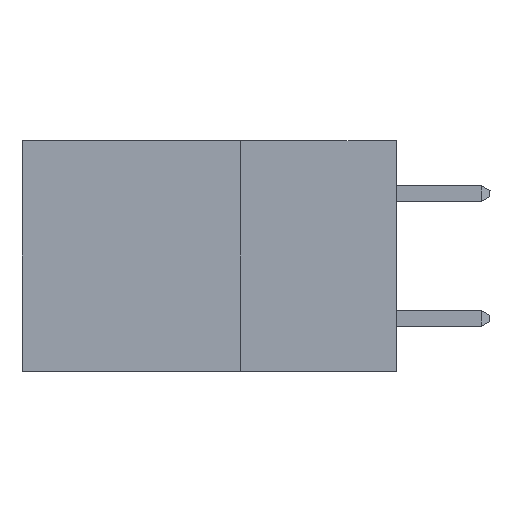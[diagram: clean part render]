
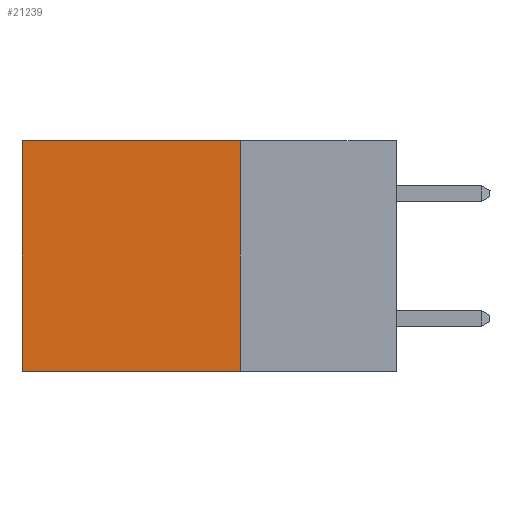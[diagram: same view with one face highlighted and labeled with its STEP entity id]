
A CAD part, left-side view. The second image highlights one B-rep face of the part: STEP entity #21239.
In plain terms, the highlighted planar face has unit normal (-1, 0, 0).
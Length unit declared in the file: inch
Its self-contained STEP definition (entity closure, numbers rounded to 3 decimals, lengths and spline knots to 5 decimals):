
#829 = DIRECTION ( 'NONE',  ( 0., 0., -1. ) ) ;
#867 = EDGE_CURVE ( 'NONE', #22978, #6130, #23763, .T. ) ;
#904 = DIRECTION ( 'NONE',  ( 0., 0., -1. ) ) ;
#1551 = CARTESIAN_POINT ( 'NONE',  ( 0.298, 0.6, -0.37 ) ) ;
#1898 = CARTESIAN_POINT ( 'NONE',  ( 0.298, 0.25, 0. ) ) ;
#2556 = AXIS2_PLACEMENT_3D ( 'NONE', #1898, #17267, #4099 ) ;
#2870 = ORIENTED_EDGE ( 'NONE', *, *, #9557, .T. ) ;
#3129 = CARTESIAN_POINT ( 'NONE',  ( 0.298, 0.25, -0.37 ) ) ;
#3481 = VECTOR ( 'NONE', #16283, 39.37008 ) ;
#3564 = LINE ( 'NONE', #26708, #8777 ) ;
#3999 = PLANE ( 'NONE',  #2556 ) ;
#4099 = DIRECTION ( 'NONE',  ( 0., 0., -1. ) ) ;
#6097 = EDGE_CURVE ( 'NONE', #22978, #6368, #3564, .T. ) ;
#6130 = VERTEX_POINT ( 'NONE', #9729 ) ;
#6368 = VERTEX_POINT ( 'NONE', #21231 ) ;
#7473 = EDGE_CURVE ( 'NONE', #6368, #27178, #7989, .T. ) ;
#7989 = LINE ( 'NONE', #3129, #3481 ) ;
#8777 = VECTOR ( 'NONE', #829, 39.37008 ) ;
#9557 = EDGE_CURVE ( 'NONE', #6130, #27178, #23393, .T. ) ;
#9729 = CARTESIAN_POINT ( 'NONE',  ( 0.298, 0.6, 0. ) ) ;
#11450 = FACE_OUTER_BOUND ( 'NONE', #27237, .T. ) ;
#12405 = VECTOR ( 'NONE', #16760, 39.37008 ) ;
#14410 = ORIENTED_EDGE ( 'NONE', *, *, #867, .T. ) ;
#16283 = DIRECTION ( 'NONE',  ( 0., 1., 0. ) ) ;
#16760 = DIRECTION ( 'NONE',  ( 0., 1., 0. ) ) ;
#17267 = DIRECTION ( 'NONE',  ( 1., 0., 0. ) ) ;
#17763 = VECTOR ( 'NONE', #904, 39.37008 ) ;
#18167 = CARTESIAN_POINT ( 'NONE',  ( 0.298, 0.25, 0. ) ) ;
#19350 = ORIENTED_EDGE ( 'NONE', *, *, #7473, .F. ) ;
#19615 = CARTESIAN_POINT ( 'NONE',  ( 0.298, 0.25, 0. ) ) ;
#21231 = CARTESIAN_POINT ( 'NONE',  ( 0.298, 0.25, -0.37 ) ) ;
#21239 = ADVANCED_FACE ( 'NONE', ( #11450 ), #3999, .F. ) ;
#22978 = VERTEX_POINT ( 'NONE', #19615 ) ;
#23393 = LINE ( 'NONE', #26783, #17763 ) ;
#23763 = LINE ( 'NONE', #18167, #12405 ) ;
#24467 = ORIENTED_EDGE ( 'NONE', *, *, #6097, .F. ) ;
#26708 = CARTESIAN_POINT ( 'NONE',  ( 0.298, 0.25, 0. ) ) ;
#26783 = CARTESIAN_POINT ( 'NONE',  ( 0.298, 0.6, 0. ) ) ;
#27178 = VERTEX_POINT ( 'NONE', #1551 ) ;
#27237 = EDGE_LOOP ( 'NONE', ( #2870, #19350, #24467, #14410 ) ) ;
